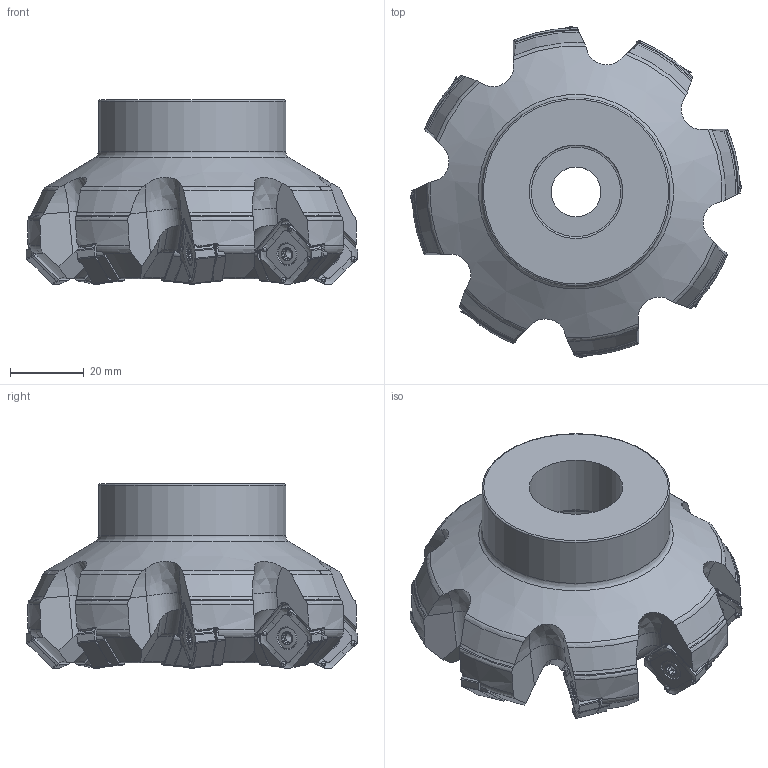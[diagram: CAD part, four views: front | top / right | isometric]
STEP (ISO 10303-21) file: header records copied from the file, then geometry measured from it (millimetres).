
FILE_DESCRIPTION(/* description */ (''),/* implementation_level */ '2;1');
FILE_NAME(/* name */ 'toolassembly_1.stp',/* time_stamp */ '2019-01-25T11:50:18+01:00',/* author */ (''),/* organization */ ('SMS'),/* preprocessor_version */ 'ST-DEVELOPER v15',/* originating_system */ 'SIEMENS PLM Software NX 8.5',/* authorisation */ '');
FILE_SCHEMA (('AUTOMOTIVE_DESIGN { 1 0 10303 214 3 1 1 1 }'));
Products named in the file (4): ASSEMBLY_CONSTRUCTION; CUT_20190125114917; NOCUT_20190125114842; TOOLASSEMBLY_1
Assembly tree (10 placements, depth 2):
  TOOLASSEMBLY_1
    NOCUT_20190125114842
    CUT_20190125114917  x8
    ASSEMBLY_CONSTRUCTION
Bounding box: 90.2 x 90.2 x 50 mm (x, y, z)
Volume: 136020.8 mm3; surface area: 30352.6 mm2
Topology: 9 solids, 9 shells, 4130 faces, 10322 edges, 6247 vertices
Faces by surface type: bspline 1240, cylinder 1133, plane 852, torus 343, cone 338, extrusion 160, sphere 64
Full cylindrical faces by diameter (mm): 3.5 x8, 4 x8, 4.8 x8, 5.7 x8, 13.5 x1, 21 x1, 25.411 x1, 25.9 x1, 51 x1
Entity records: 131537 total; most frequent: CARTESIAN_POINT 54537, ORIENTED_EDGE 17106, DIRECTION 15196, EDGE_CURVE 8553, AXIS2_PLACEMENT_3D 6320, VERTEX_POINT 5169, EDGE_LOOP 3622, ADVANCED_FACE 3507
